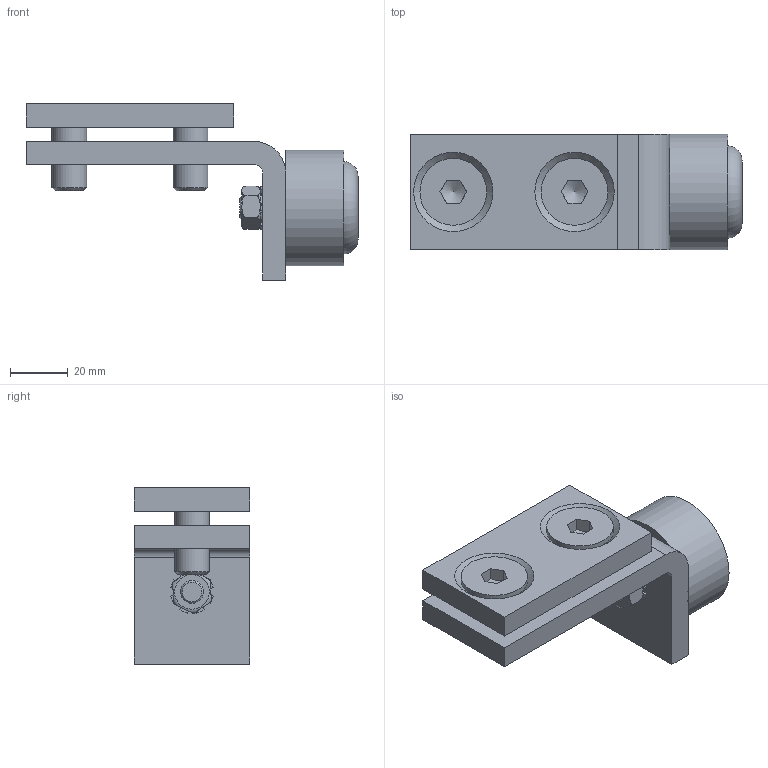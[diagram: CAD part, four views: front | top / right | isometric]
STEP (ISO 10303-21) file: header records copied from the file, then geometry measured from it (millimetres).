
FILE_DESCRIPTION(/* description */ ('Butée Longue'),/* implementation_level */ '2;1');
FILE_NAME(/* name */ '9159-1.stp',/* time_stamp */ '2019-08-05T15:06:06+02:00',/* author */ ('DIDIERR'),/* organization */ (''),/* preprocessor_version */ 'ST-DEVELOPER v17.2',/* originating_system */ 'Autodesk Inventor 2019',/* authorisation */ '');
FILE_SCHEMA (('AUTOMOTIVE_DESIGN { 1 0 10303 214 3 1 1 }'));
Length unit declared in the file: millimetre
Products named in the file (8): 9159-1; 23792; 17727; 12692; 04520; 09015; 06008; ISO 10642  - M12  x  30
Assembly tree (8 placements, depth 2):
  9159-1
    23792
    17727
    12692
    04520
    09015
    06008
    ISO 10642  - M12  x  30  x2
Bounding box: 115 x 40 x 61 mm (x, y, z)
Volume: 95365.9 mm3; surface area: 32745.5 mm2
Topology: 8 solids, 8 shells, 141 faces, 377 edges, 254 vertices
Faces by surface type: plane 68, cylinder 49, torus 15, cone 9
Full cylindrical faces by diameter (mm): 6.647 x1, 7 x1, 8 x1, 8.4 x1, 8.5 x1, 10.106 x2, 12 x3, 12.5 x2, 23.12 x2, 40 x1
Entity records: 4864 total; most frequent: CARTESIAN_POINT 1259, DIRECTION 715, ORIENTED_EDGE 684, EDGE_CURVE 342, AXIS2_PLACEMENT_3D 274, VERTEX_POINT 231, LINE 167, VECTOR 167
